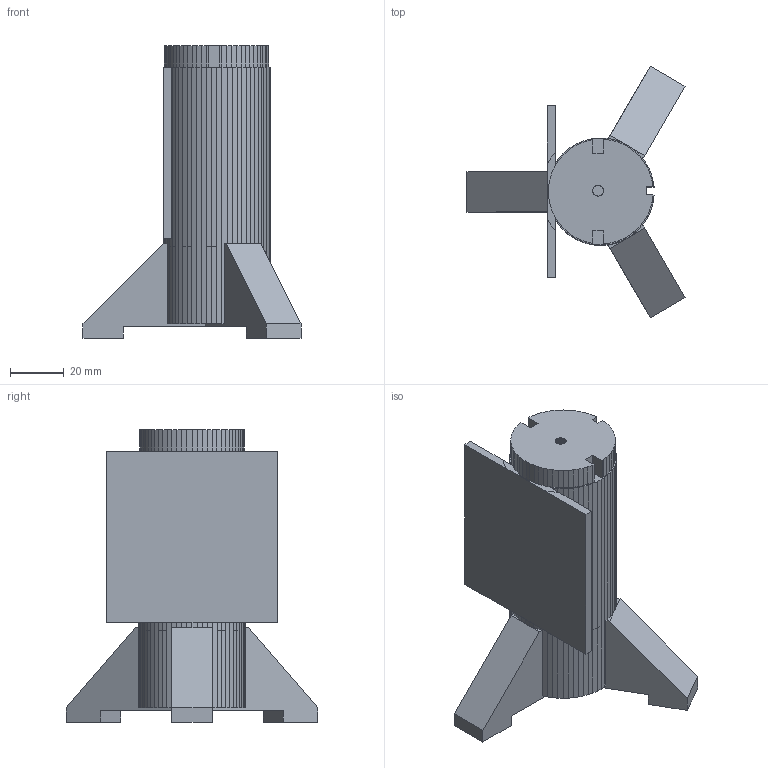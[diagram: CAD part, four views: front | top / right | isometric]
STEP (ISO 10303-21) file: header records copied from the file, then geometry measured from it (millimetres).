
FILE_DESCRIPTION(('STEP AP242'), '1');
FILE_NAME('膼蜬3', '', ('UNSPECIFIED'), ('UNSPECIFIED'), 'C3D Converter', 'C3D Toolkit', '');
FILE_SCHEMA(('AP242_MANAGED_MODEL_BASED_3D_ENGINEERING_MIM_LF { 1 0 10303 442 1 1 4 }'));
Length unit declared in the file: millimetre
Bounding box: 81.5 x 94.1 x 109.42 mm (x, y, z)
Surface area: 29376.6 mm2 (no closed solid volume)
Topology: 0 solids, 3 shells, 278 faces, 812 edges, 537 vertices
Faces by surface type: plane 276, bspline 2
Entity records: 11374 total; most frequent: CARTESIAN_POINT 1770, ORIENTED_EDGE 1606, DIRECTION 1358, EDGE_CURVE 812, LINE 804, VECTOR 804, VERTEX_POINT 537, COLOUR_RGB 281
